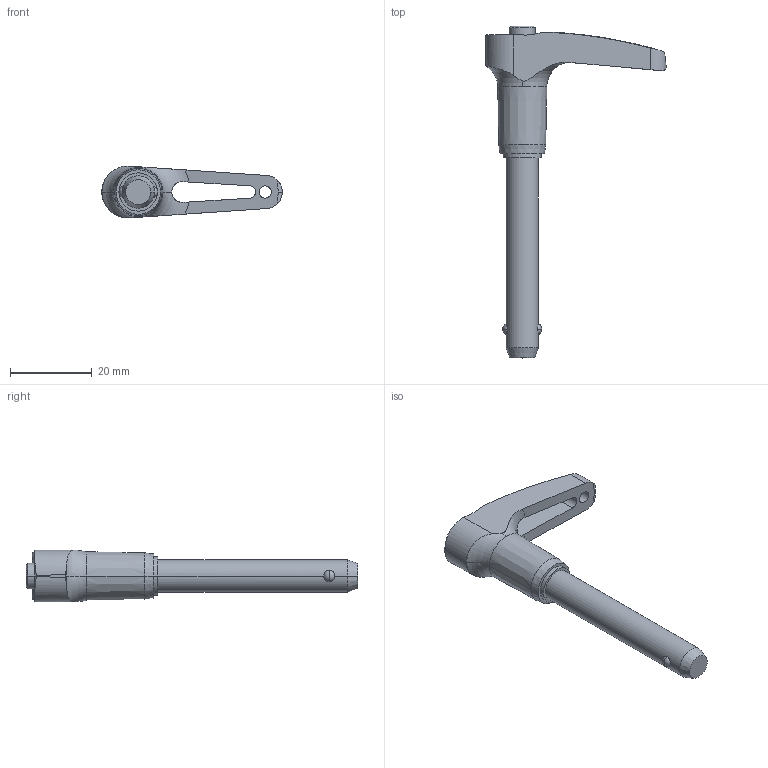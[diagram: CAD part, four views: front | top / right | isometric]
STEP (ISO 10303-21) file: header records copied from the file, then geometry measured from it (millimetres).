
FILE_DESCRIPTION(('STEP AP214'),'1');
FILE_NAME('EH_4212_C16.stp','2017-01-30T14:33:00',('TraceParts'),('TraceParts S.A.'),'Spatial InterOp 3D',' ',' ');
FILE_SCHEMA(('automotive_design'));
Length unit declared in the file: millimetre
Products named in the file (1): 1
Bounding box: 44.16 x 81.28 x 12.69 mm (x, y, z)
Volume: 7472.7 mm3; surface area: 3876 mm2
Topology: 1 solids, 1 shells, 60 faces, 154 edges, 97 vertices
Faces by surface type: cylinder 18, torus 14, plane 12, cone 11, sphere 5
Entity records: 3143 total; most frequent: CARTESIAN_POINT 1233, ORIENTED_EDGE 308, DIRECTION 289, EDGE_CURVE 154, AXIS2_PLACEMENT_3D 127, VERTEX_POINT 97, CIRCLE 66, EDGE_LOOP 65
